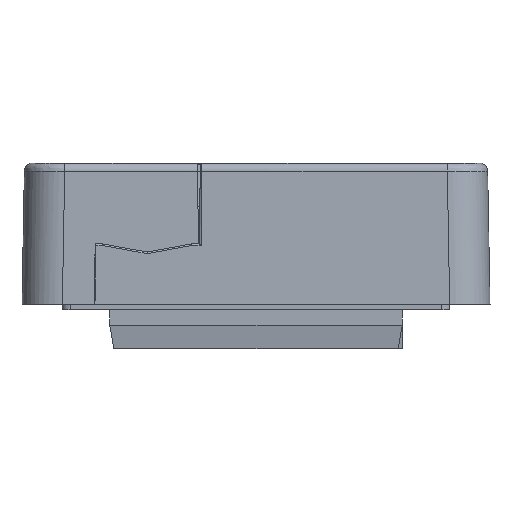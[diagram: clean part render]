
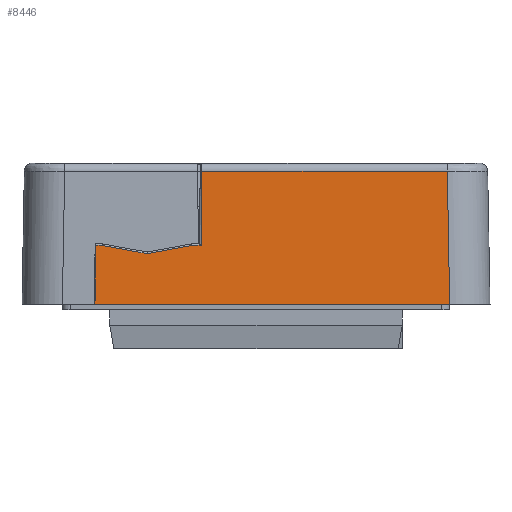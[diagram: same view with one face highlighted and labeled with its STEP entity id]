
A CAD part, left-side view. The second image highlights one B-rep face of the part: STEP entity #8446.
In plain terms, the highlighted planar face has unit normal (-1, 0, 0.018).
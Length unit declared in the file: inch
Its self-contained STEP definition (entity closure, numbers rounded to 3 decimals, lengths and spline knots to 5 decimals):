
#551 = ORIENTED_EDGE ( 'NONE', *, *, #7545, .T. ) ;
#680 = CARTESIAN_POINT ( 'NONE',  ( -2.37687, 0.74874, 0.28754 ) ) ;
#1245 = AXIS2_PLACEMENT_3D ( 'NONE', #24173, #28371, #28148 ) ;
#1399 = DIRECTION ( 'NONE',  ( -0.017, -0.017, -1. ) ) ;
#1430 = CARTESIAN_POINT ( 'NONE',  ( -2.37687, -1.14173, 0.28754 ) ) ;
#2063 = ORIENTED_EDGE ( 'NONE', *, *, #40741, .T. ) ;
#2142 = VERTEX_POINT ( 'NONE', #680 ) ;
#2264 = CARTESIAN_POINT ( 'NONE',  ( -2.37687, 0.78238, 0.28754 ) ) ;
#2729 = VECTOR ( 'NONE', #29191, 39.37008 ) ;
#2989 = VERTEX_POINT ( 'NONE', #22396 ) ;
#3098 = LINE ( 'NONE', #15702, #2729 ) ;
#3874 = CARTESIAN_POINT ( 'NONE',  ( -2.37054, 0.26462, 0.65029 ) ) ;
#3901 = VECTOR ( 'NONE', #34143, 39.37008 ) ;
#4109 = VERTEX_POINT ( 'NONE', #28621 ) ;
#4283 = FACE_OUTER_BOUND ( 'NONE', #7825, .T. ) ;
#5784 = ORIENTED_EDGE ( 'NONE', *, *, #11706, .T. ) ;
#7545 = EDGE_CURVE ( 'NONE', #24821, #36512, #18824, .T. ) ;
#7711 = VECTOR ( 'NONE', #43446, 39.37008 ) ;
#7825 = EDGE_LOOP ( 'NONE', ( #2063, #15068, #22709, #10514, #5784, #551, #16709, #23123, #40624, #10594 ) ) ;
#8446 = ADVANCED_FACE ( 'NONE', ( #4283 ), #34994, .T. ) ;
#8976 = CARTESIAN_POINT ( 'NONE',  ( -2.37054, 0.26462, 0.65029 ) ) ;
#9835 = EDGE_CURVE ( 'NONE', #2989, #2142, #16772, .T. ) ;
#9927 = VECTOR ( 'NONE', #42755, 39.37008 ) ;
#10181 = LINE ( 'NONE', #23686, #26869 ) ;
#10514 = ORIENTED_EDGE ( 'NONE', *, *, #16516, .T. ) ;
#10594 = ORIENTED_EDGE ( 'NONE', *, *, #27469, .T. ) ;
#11706 = EDGE_CURVE ( 'NONE', #36304, #24821, #30586, .T. ) ;
#11974 = VECTOR ( 'NONE', #1399, 39.37008 ) ;
#12408 = CARTESIAN_POINT ( 'NONE',  ( -2.38189, -1.14173, 0. ) ) ;
#15068 = ORIENTED_EDGE ( 'NONE', *, *, #9835, .T. ) ;
#15702 = CARTESIAN_POINT ( 'NONE',  ( -2.37687, -1.14173, 0.28754 ) ) ;
#16516 = EDGE_CURVE ( 'NONE', #22310, #36304, #18191, .T. ) ;
#16570 = CARTESIAN_POINT ( 'NONE',  ( -2.38189, 0.78638, 0. ) ) ;
#16709 = ORIENTED_EDGE ( 'NONE', *, *, #39796, .F. ) ;
#16772 = LINE ( 'NONE', #40420, #17204 ) ;
#17204 = VECTOR ( 'NONE', #30492, 39.37008 ) ;
#17466 = DIRECTION ( 'NONE',  ( 0., -1., 0. ) ) ;
#18191 = LINE ( 'NONE', #2264, #20514 ) ;
#18823 = CARTESIAN_POINT ( 'NONE',  ( -2.38122, -0.94425, 0.03812 ) ) ;
#18824 = LINE ( 'NONE', #12408, #26705 ) ;
#19002 = CARTESIAN_POINT ( 'NONE',  ( -2.37054, -0.93356, 0.65029 ) ) ;
#20514 = VECTOR ( 'NONE', #38307, 39.37008 ) ;
#20775 = VERTEX_POINT ( 'NONE', #19002 ) ;
#22310 = VERTEX_POINT ( 'NONE', #25165 ) ;
#22396 = CARTESIAN_POINT ( 'NONE',  ( -2.37756, 0.5315, 0.24804 ) ) ;
#22709 = ORIENTED_EDGE ( 'NONE', *, *, #34419, .T. ) ;
#23123 = ORIENTED_EDGE ( 'NONE', *, *, #40187, .F. ) ;
#23686 = CARTESIAN_POINT ( 'NONE',  ( -2.37054, -0.57087, 0.65029 ) ) ;
#23911 = VERTEX_POINT ( 'NONE', #3874 ) ;
#24173 = CARTESIAN_POINT ( 'NONE',  ( -2.38189, -1.14173, 0. ) ) ;
#24821 = VERTEX_POINT ( 'NONE', #40325 ) ;
#25165 = CARTESIAN_POINT ( 'NONE',  ( -2.37687, 0.78238, 0.28754 ) ) ;
#26705 = VECTOR ( 'NONE', #32750, 39.37008 ) ;
#26752 = CARTESIAN_POINT ( 'NONE',  ( -2.38189, 0.78587, 0. ) ) ;
#26869 = VECTOR ( 'NONE', #17466, 39.37008 ) ;
#27206 = CARTESIAN_POINT ( 'NONE',  ( -2.38189, -0.94491, 0. ) ) ;
#27469 = EDGE_CURVE ( 'NONE', #28474, #4109, #31718, .T. ) ;
#28148 = DIRECTION ( 'NONE',  ( -0.017, 0., -1. ) ) ;
#28371 = DIRECTION ( 'NONE',  ( -1., 0., 0.017 ) ) ;
#28474 = VERTEX_POINT ( 'NONE', #39386 ) ;
#28621 = CARTESIAN_POINT ( 'NONE',  ( -2.37687, 0.31425, 0.28754 ) ) ;
#29191 = DIRECTION ( 'NONE',  ( 0., 1., 0. ) ) ;
#30073 = CARTESIAN_POINT ( 'NONE',  ( -2.38189, 0.7874, 0. ) ) ;
#30286 = CARTESIAN_POINT ( 'NONE',  ( -2.38189, 0.78689, 0. ) ) ;
#30492 = DIRECTION ( 'NONE',  ( 0.003, 0.984, 0.179 ) ) ;
#30586 = B_SPLINE_CURVE_WITH_KNOTS ( 'NONE', 3,
 ( #30073, #30286, #16570, #26752 ),
 .UNSPECIFIED., .F., .F.,
 ( 4, 4 ),
 ( 0., 1. ),
 .UNSPECIFIED. ) ;
#31718 = LINE ( 'NONE', #1430, #3901 ) ;
#32418 = LINE ( 'NONE', #8976, #7711 ) ;
#32750 = DIRECTION ( 'NONE',  ( 0., -1., 0. ) ) ;
#33708 = EDGE_CURVE ( 'NONE', #23911, #28474, #32418, .T. ) ;
#34143 = DIRECTION ( 'NONE',  ( 0., 1., 0. ) ) ;
#34419 = EDGE_CURVE ( 'NONE', #2142, #22310, #3098, .T. ) ;
#34671 = CARTESIAN_POINT ( 'NONE',  ( -2.37687, 0.31425, 0.28754 ) ) ;
#34994 = PLANE ( 'NONE',  #1245 ) ;
#35632 = LINE ( 'NONE', #18823, #11974 ) ;
#36304 = VERTEX_POINT ( 'NONE', #42248 ) ;
#36512 = VERTEX_POINT ( 'NONE', #27206 ) ;
#38307 = DIRECTION ( 'NONE',  ( -0.017, 0.017, -1. ) ) ;
#39386 = CARTESIAN_POINT ( 'NONE',  ( -2.37687, 0.26778, 0.28754 ) ) ;
#39796 = EDGE_CURVE ( 'NONE', #20775, #36512, #35632, .T. ) ;
#40187 = EDGE_CURVE ( 'NONE', #23911, #20775, #10181, .T. ) ;
#40325 = CARTESIAN_POINT ( 'NONE',  ( -2.38189, 0.78587, 0. ) ) ;
#40420 = CARTESIAN_POINT ( 'NONE',  ( -2.37756, 0.5315, 0.24804 ) ) ;
#40624 = ORIENTED_EDGE ( 'NONE', *, *, #33708, .T. ) ;
#40741 = EDGE_CURVE ( 'NONE', #4109, #2989, #41508, .T. ) ;
#41508 = LINE ( 'NONE', #34671, #9927 ) ;
#42248 = CARTESIAN_POINT ( 'NONE',  ( -2.38189, 0.7874, 0. ) ) ;
#42755 = DIRECTION ( 'NONE',  ( -0.003, 0.984, -0.179 ) ) ;
#43446 = DIRECTION ( 'NONE',  ( -0.017, 0.009, -1. ) ) ;
